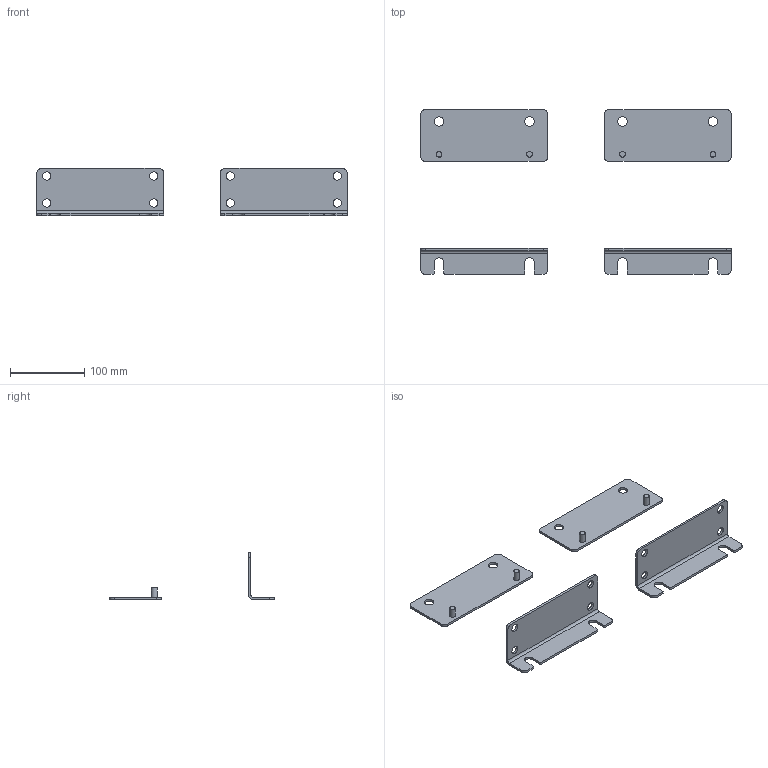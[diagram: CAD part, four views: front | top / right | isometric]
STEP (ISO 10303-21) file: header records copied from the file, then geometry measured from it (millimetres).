
FILE_DESCRIPTION (( 'STEP AP214' ), '1' );
FILE_NAME ('SCE-HDWMK.STEP', '2021-02-04T20:03:57', ( '' ), ( '' ), 'SwSTEP 2.0', 'SolidWorks 2019', '' );
FILE_SCHEMA (( 'AUTOMOTIVE_DESIGN' ));
Length unit declared in the file: inch
Products named in the file (1): SCE-HDWMK
Bounding box: 419.1 x 222.25 x 63.5 mm (x, y, z)
Volume: 172106.6 mm3; surface area: 117060 mm2
Topology: 8 solids, 8 shells, 112 faces, 272 edges, 180 vertices
Faces by surface type: cylinder 56, plane 52, cone 4
Full cylindrical faces by diameter (mm): 7.874 x4, 7.925 x4, 9.55 x4, 11.176 x8, 12.7 x4
Entity records: 4817 total; most frequent: DIRECTION 586, CARTESIAN_POINT 537, ORIENTED_EDGE 488, EDGE_CURVE 244, AXIS2_PLACEMENT_3D 229, VERTEX_POINT 180, EDGE_LOOP 176, FACE_OUTER_BOUND 136
